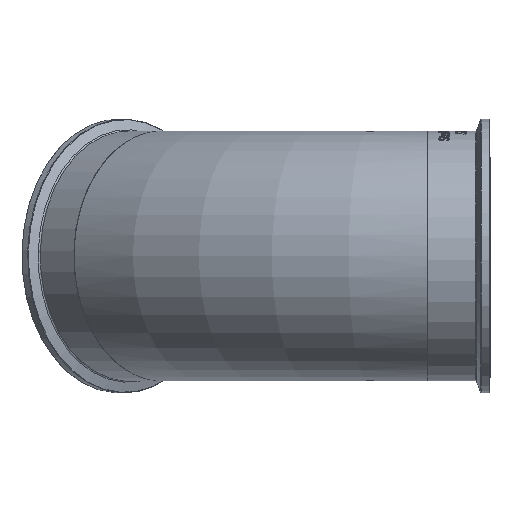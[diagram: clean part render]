
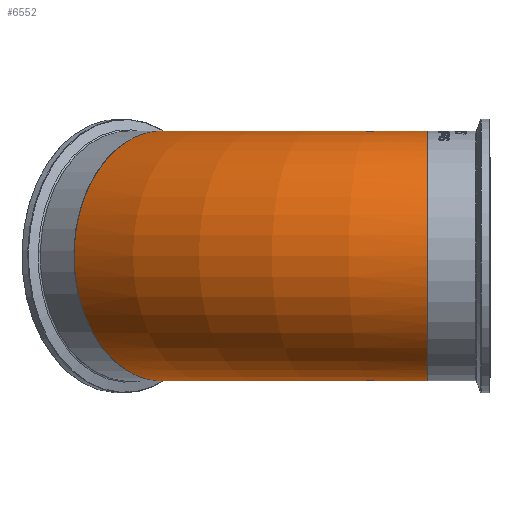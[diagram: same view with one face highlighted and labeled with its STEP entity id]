
A CAD part, left-side view. The second image highlights one B-rep face of the part: STEP entity #6552.
In plain terms, the highlighted toroidal (fillet/blend) face has major radius 228.6 mm and minor radius 76.2 mm.
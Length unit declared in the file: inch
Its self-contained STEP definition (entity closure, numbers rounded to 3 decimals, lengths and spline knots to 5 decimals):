
#38=TOROIDAL_SURFACE('',#6947,9.,3.);
#316=FACE_BOUND('',#1608,.T.);
#1166=FACE_OUTER_BOUND('',#1607,.T.);
#1607=EDGE_LOOP('',(#6067));
#1608=EDGE_LOOP('',(#6068));
#1755=CIRCLE('',#6908,3.);
#1772=CIRCLE('',#6943,3.);
#3215=VERTEX_POINT('',#14265);
#3232=VERTEX_POINT('',#14317);
#4161=EDGE_CURVE('',#3215,#3215,#1755,.T.);
#4178=EDGE_CURVE('',#3232,#3232,#1772,.T.);
#6067=ORIENTED_EDGE('',*,*,#4161,.F.);
#6068=ORIENTED_EDGE('',*,*,#4178,.F.);
#6552=ADVANCED_FACE('',(#1166,#316),#38,.T.);
#6908=AXIS2_PLACEMENT_3D('',#14266,#8060,#8061);
#6943=AXIS2_PLACEMENT_3D('',#14318,#8130,#8131);
#6947=AXIS2_PLACEMENT_3D('',#14324,#8138,#8139);
#8060=DIRECTION('center_axis',(0.707,0.707,0.));
#8061=DIRECTION('ref_axis',(0.707,-0.707,0.));
#8130=DIRECTION('center_axis',(0.,-1.,0.));
#8131=DIRECTION('ref_axis',(1.,0.,0.));
#8138=DIRECTION('center_axis',(0.,0.,
-1.));
#8139=DIRECTION('ref_axis',(-1.,0.,0.));
#14265=CARTESIAN_POINT('',(-1.24264,8.48528,0.));
#14266=CARTESIAN_POINT('Origin',(0.87868,6.36396,0.));
#14317=CARTESIAN_POINT('',(-4.75736,0.,0.));
#14318=CARTESIAN_POINT('Origin',(-1.75736,0.,0.));
#14324=CARTESIAN_POINT('Origin',(7.24264,0.,
0.));
